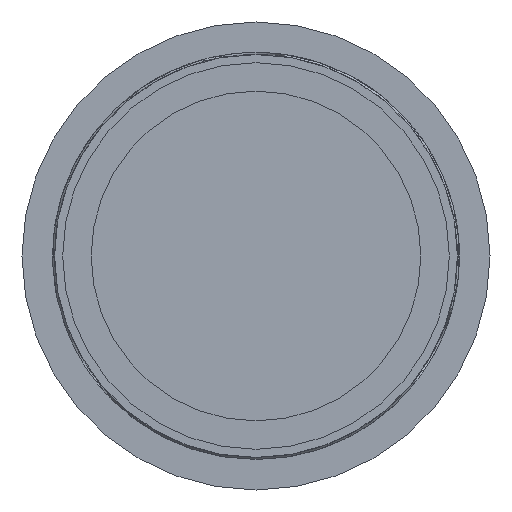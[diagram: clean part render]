
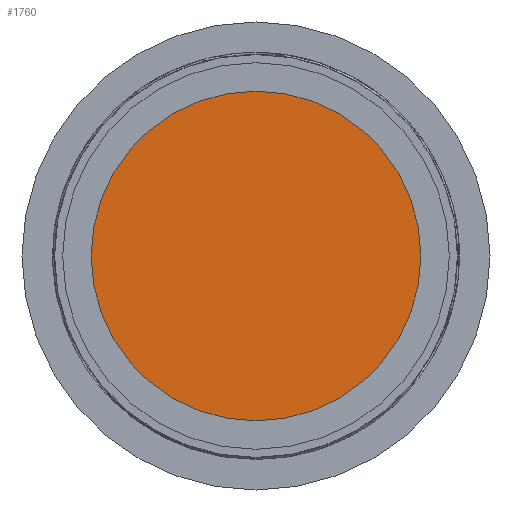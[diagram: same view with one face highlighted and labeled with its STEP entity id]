
A CAD part, front view. The second image highlights one B-rep face of the part: STEP entity #1760.
In plain terms, the highlighted planar face has unit normal (0, -1, 0).
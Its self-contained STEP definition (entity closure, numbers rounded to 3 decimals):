
#75 = ORIENTED_EDGE ( 'NONE', *, *, #2907, .F. ) ;
#483 = CARTESIAN_POINT ( 'NONE',  ( 0., -43.5, 0. ) ) ;
#703 = EDGE_CURVE ( 'Defeature ausgef�hrt1_3+Defeature ausgef�hrt1_4+Defeature ausgef�hrt1_4+Defeature ausgef�hrt1_4', #1321, #3089, #5297, .T. ) ;
#947 = CARTESIAN_POINT ( 'NONE',  ( 0., -43.5, -0.405 ) ) ;
#1268 = DIRECTION ( 'NONE',  ( 0., 0., 1. ) ) ;
#1314 = DIRECTION ( 'NONE',  ( 0., 1., 0. ) ) ;
#1321 = VERTEX_POINT ( 'NONE', #947 ) ;
#1760 = ADVANCED_FACE ( 'Defeature ausgef�hrt1_4', ( #4443 ), #4710, .F. ) ;
#2330 = DIRECTION ( 'NONE',  ( 0., 1., 0. ) ) ;
#2440 = EDGE_LOOP ( 'NONE', ( #75, #2624 ) ) ;
#2453 = CARTESIAN_POINT ( 'NONE',  ( 0., -43.5, 0.405 ) ) ;
#2624 = ORIENTED_EDGE ( 'NONE', *, *, #703, .F. ) ;
#2704 = DIRECTION ( 'NONE',  ( 0., 1., 0. ) ) ;
#2907 = EDGE_CURVE ( 'Defeature ausgef�hrt1_3+Defeature ausgef�hrt1_4+Defeature ausgef�hrt1_4+Defeature ausgef�hrt1_4', #3089, #1321, #5292, .T. ) ;
#3089 = VERTEX_POINT ( 'NONE', #2453 ) ;
#3104 = DIRECTION ( 'NONE',  ( 0., 0., 1. ) ) ;
#3798 = AXIS2_PLACEMENT_3D ( 'NONE', #5115, #2704, #3104 ) ;
#3833 = AXIS2_PLACEMENT_3D ( 'NONE', #4751, #2330, #5167 ) ;
#4307 = AXIS2_PLACEMENT_3D ( 'NONE', #483, #1314, #1268 ) ;
#4443 = FACE_OUTER_BOUND ( 'NONE', #2440, .T. ) ;
#4710 = PLANE ( 'NONE',  #3798 ) ;
#4751 = CARTESIAN_POINT ( 'NONE',  ( 0., -43.5, 0. ) ) ;
#5115 = CARTESIAN_POINT ( 'NONE',  ( 0.405, -43.5, 0. ) ) ;
#5167 = DIRECTION ( 'NONE',  ( 0., 0., 1. ) ) ;
#5292 = CIRCLE ( 'NONE', #4307, 0.405 ) ;
#5297 = CIRCLE ( 'NONE', #3833, 0.405 ) ;
